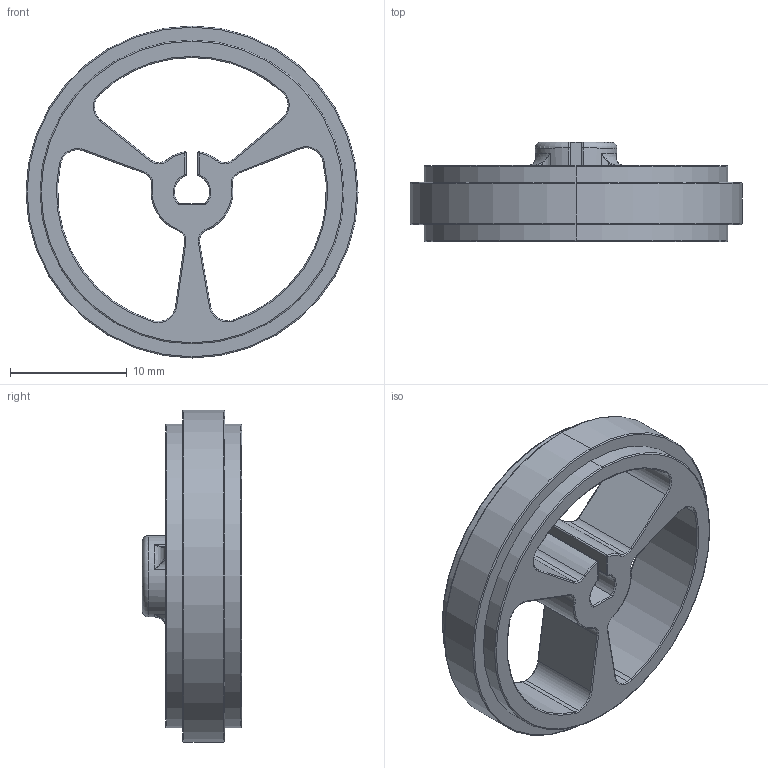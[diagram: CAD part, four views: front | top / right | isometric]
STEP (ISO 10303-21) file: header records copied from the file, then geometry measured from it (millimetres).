
FILE_DESCRIPTION (( 'STEP AP203' ), '1' );
FILE_NAME ('Pololu-Wheel-32x7mm-rim.STEP', '2014-11-07T21:29:44', ( '' ), ( '' ), 'SwSTEP 2.0', 'SolidWorks 2012', '' );
FILE_SCHEMA (( 'CONFIG_CONTROL_DESIGN' ));
Length unit declared in the file: millimetre
Products named in the file (1): Pololu-Wheel-32x7mm-rim
Bounding box: 28.4 x 8.5 x 28.4 mm (x, y, z)
Volume: 1756.5 mm3; surface area: 2072.9 mm2
Topology: 1 solids, 1 shells, 130 faces, 314 edges, 176 vertices
Faces by surface type: cylinder 50, torus 48, plane 14, bspline 14, sphere 4
Entity records: 4187 total; most frequent: CARTESIAN_POINT 1123, DIRECTION 690, ORIENTED_EDGE 608, AXIS2_PLACEMENT_3D 305, EDGE_CURVE 304, CIRCLE 188, VERTEX_POINT 176, EDGE_LOOP 136
